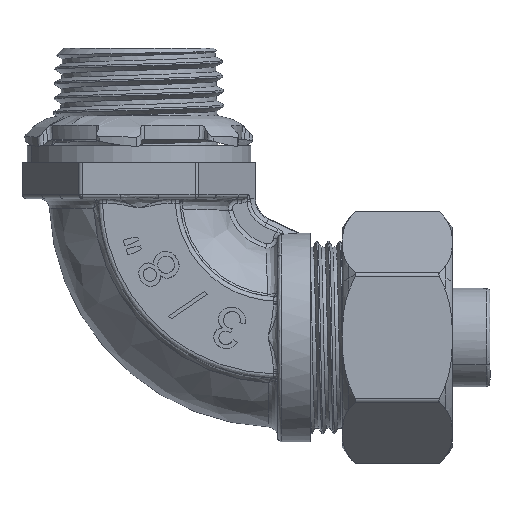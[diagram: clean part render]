
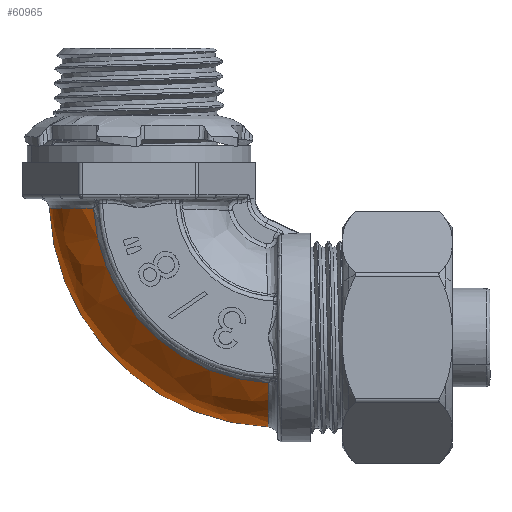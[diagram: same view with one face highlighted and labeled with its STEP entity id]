
A CAD part, left-side view. The second image highlights one B-rep face of the part: STEP entity #60965.
In plain terms, the highlighted free-form (B-spline) face has degree [3, 3] with [4, 4] control points.
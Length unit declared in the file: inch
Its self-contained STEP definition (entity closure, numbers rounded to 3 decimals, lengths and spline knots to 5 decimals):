
#1037 = CARTESIAN_POINT ( 'NONE',  ( -0.21578, 1.64092, 0.62576 ) ) ;
#1857 = CARTESIAN_POINT ( 'NONE',  ( 0., 1.67933, 0.02164 ) ) ;
#2154 = EDGE_CURVE ( 'NONE', #49916, #52590, #16347, .T. ) ;
#2851 = EDGE_CURVE ( 'NONE', #52590, #23730, #50109, .T. ) ;
#3669 = EDGE_CURVE ( 'NONE', #23730, #57447, #65309, .T. ) ;
#4307 = CARTESIAN_POINT ( 'NONE',  ( -0.25013, 0.6408, -0.35478 ) ) ;
#6367 = CARTESIAN_POINT ( 'NONE',  ( -0.18325, 1.65952, 0.62582 ) ) ;
#6714 = CARTESIAN_POINT ( 'NONE',  ( -0.37288, 1.48615, 0.64257 ) ) ;
#6925 = CARTESIAN_POINT ( 'NONE',  ( -0.37288, 1.11964, -0.20383 ) ) ;
#7160 = CARTESIAN_POINT ( 'NONE',  ( 0., 0.63072, -0.43244 ) ) ;
#9362 = CARTESIAN_POINT ( 'NONE',  ( -0.13102, 0.64063, -0.41219 ) ) ;
#9576 = CARTESIAN_POINT ( 'NONE',  ( -0.3338, 0.64105, -0.27723 ) ) ;
#9646 = ORIENTED_EDGE ( 'NONE', *, *, #2154, .T. ) ;
#11447 = CARTESIAN_POINT ( 'NONE',  ( -0.29422, 1.58369, 0.62559 ) ) ;
#11689 = CARTESIAN_POINT ( 'NONE',  ( -0.07671, 1.69337, 0.62591 ) ) ;
#11914 = CARTESIAN_POINT ( 'NONE',  ( 0., 0.5955, 0.671 ) ) ;
#12268 = CARTESIAN_POINT ( 'NONE',  ( -0.29313, 1.62119, 0.63826 ) ) ;
#14697 = CARTESIAN_POINT ( 'NONE',  ( -0.17417, 0.64068, -0.39558 ) ) ;
#14932 = CARTESIAN_POINT ( 'NONE',  ( -0.37288, 0.64127, -0.21893 ) ) ;
#16347 = CIRCLE ( 'NONE', #55947, 0.89111 ) ;
#16585 = ORIENTED_EDGE ( 'NONE', *, *, #3669, .T. ) ;
#16826 = CARTESIAN_POINT ( 'NONE',  ( -0.25668, 1.61434, 0.62568 ) ) ;
#17011 =( BOUNDED_SURFACE ( )  B_SPLINE_SURFACE ( 3, 3, ( 
 ( #6714, #38769, #6925, #44185 ),
 ( #12268, #49501, #17644, #54859 ),
 ( #22972, #60194, #28332, #65471 ),
 ( #33632, #1857, #39021, #7160 ) ),
 .UNSPECIFIED., .F., .F., .F. ) 
 B_SPLINE_SURFACE_WITH_KNOTS ( ( 4, 4 ),
 ( 4, 4 ),
 ( 0., 1. ),
 ( 0., 1. ),
 .UNSPECIFIED. ) 
 GEOMETRIC_REPRESENTATION_ITEM ( )  RATIONAL_B_SPLINE_SURFACE ( (
 ( 1., 0.82, 0.82, 1.),
 ( 0.912, 0.748, 0.748, 0.912),
 ( 0.912, 0.748, 0.748, 0.912),
 ( 1., 0.82, 0.82, 1.) ) ) 
 REPRESENTATION_ITEM ( '' )  SURFACE ( )  );
#17053 = CARTESIAN_POINT ( 'NONE',  ( 0., 1.69858, 0.62592 ) ) ;
#17294 = DIRECTION ( 'NONE',  ( 0., 0., 1. ) ) ;
#17644 = CARTESIAN_POINT ( 'NONE',  ( -0.29313, 1.1991, -0.33647 ) ) ;
#18729 = CARTESIAN_POINT ( 'NONE',  ( -0.37288, 0.64127, -0.21893 ) ) ;
#20106 = CARTESIAN_POINT ( 'NONE',  ( -0.19483, 0.64071, -0.38575 ) ) ;
#22148 = CARTESIAN_POINT ( 'NONE',  ( -0.23623, 1.62843, 0.62573 ) ) ;
#22972 = CARTESIAN_POINT ( 'NONE',  ( -0.15689, 1.69894, 0.63578 ) ) ;
#23730 = VERTEX_POINT ( 'NONE', #64518 ) ;
#24171 = FACE_OUTER_BOUND ( 'NONE', #45454, .T. ) ;
#25433 = CARTESIAN_POINT ( 'NONE',  ( -0.20791, 0.64073, -0.37886 ) ) ;
#27534 = CARTESIAN_POINT ( 'NONE',  ( -0.22235, 1.63708, 0.62575 ) ) ;
#28332 = CARTESIAN_POINT ( 'NONE',  ( -0.15689, 1.24486, -0.41283 ) ) ;
#30467 = CARTESIAN_POINT ( 'NONE',  ( 0., 0.64058, -0.43208 ) ) ;
#30540 = CARTESIAN_POINT ( 'NONE',  ( -0.03871, 0.64058, -0.43208 ) ) ;
#30782 = CARTESIAN_POINT ( 'NONE',  ( -0.21286, 0.64073, -0.37609 ) ) ;
#31085 = CARTESIAN_POINT ( 'NONE',  ( -0.37288, 0.5955, 0.671 ) ) ;
#32609 = CARTESIAN_POINT ( 'NONE',  ( -0.3555, 1.51492, 0.62535 ) ) ;
#32829 = CARTESIAN_POINT ( 'NONE',  ( -0.21688, 1.64029, 0.62576 ) ) ;
#33632 = CARTESIAN_POINT ( 'NONE',  ( 0., 1.69894, 0.63578 ) ) ;
#36019 = ORIENTED_EDGE ( 'NONE', *, *, #2851, .T. ) ;
#36082 = CARTESIAN_POINT ( 'NONE',  ( -0.21427, 0.64074, -0.37529 ) ) ;
#36397 = DIRECTION ( 'NONE',  ( 0., 0., 1. ) ) ;
#38189 = CARTESIAN_POINT ( 'NONE',  ( -0.21517, 1.64128, 0.62576 ) ) ;
#38769 = CARTESIAN_POINT ( 'NONE',  ( -0.37288, 1.47033, 0.14686 ) ) ;
#39021 = CARTESIAN_POINT ( 'NONE',  ( 0., 1.24486, -0.41283 ) ) ;
#41248 = CARTESIAN_POINT ( 'NONE',  ( -0.07677, 0.64059, -0.42686 ) ) ;
#41479 = CARTESIAN_POINT ( 'NONE',  ( -0.28112, 0.64087, -0.33043 ) ) ;
#43360 = CARTESIAN_POINT ( 'NONE',  ( -0.37288, 1.48543, 0.62523 ) ) ;
#43582 = CARTESIAN_POINT ( 'NONE',  ( -0.14899, 1.67383, 0.62586 ) ) ;
#44185 = CARTESIAN_POINT ( 'NONE',  ( -0.37288, 0.62393, -0.21965 ) ) ;
#45454 = EDGE_LOOP ( 'NONE', ( #36019, #16585, #65074, #9646 ) ) ;
#46609 = CARTESIAN_POINT ( 'NONE',  ( -0.14864, 0.64065, -0.40616 ) ) ;
#46821 = CARTESIAN_POINT ( 'NONE',  ( -0.35552, 0.64115, -0.2484 ) ) ;
#48664 = CARTESIAN_POINT ( 'NONE',  ( -0.27989, 1.59643, 0.62563 ) ) ;
#48905 = CARTESIAN_POINT ( 'NONE',  ( -0.0386, 1.69858, 0.62592 ) ) ;
#49151 = DIRECTION ( 'NONE',  ( -1., 0., 0. ) ) ;
#49501 = CARTESIAN_POINT ( 'NONE',  ( -0.29313, 1.60297, 0.0674 ) ) ;
#49916 = VERTEX_POINT ( 'NONE', #18729 ) ;
#50109 = B_SPLINE_CURVE_WITH_KNOTS ( 'NONE', 3,
 ( #43360, #32609, #64412, #11447, #48664, #16826, #54036, #22148, #59359, #27534, #64649, #32829, #1037, #38189, #6367, #43582, #11689, #48905, #17053 ),
 .UNSPECIFIED., .F., .F.,
 ( 4, 2, 2, 2, 1, 1, 1, 2, 2, 2, 4 ),
 ( 0., 0.12482, 0.18724, 0.21844, 0.23404, 0.24185, 0.24575, 0.2477, 0.24965, 0.37447, 0.49929 ),
 .UNSPECIFIED. ) ;
#51929 = CARTESIAN_POINT ( 'NONE',  ( -0.18253, 0.64069, -0.39179 ) ) ;
#52590 = VERTEX_POINT ( 'NONE', #62345 ) ;
#53771 = AXIS2_PLACEMENT_3D ( 'NONE', #11914, #49151, #17294 ) ;
#54036 = CARTESIAN_POINT ( 'NONE',  ( -0.24867, 1.62012, 0.6257 ) ) ;
#54557 = B_SPLINE_CURVE_WITH_KNOTS ( 'NONE', 3,
 ( #57051, #30540, #41248, #9362, #46609, #14697, #51929, #20106, #57290, #25433, #62588, #30782, #67890, #36082, #4307, #41479, #9576, #46821, #14932 ),
 .UNSPECIFIED., .F., .F.,
 ( 4, 2, 2, 2, 1, 1, 1, 2, 2, 2, 4 ),
 ( 0.49929, 0.62447, 0.68706, 0.71835, 0.734, 0.74182, 0.74574, 0.74769, 0.74965, 0.87482, 1. ),
 .UNSPECIFIED. ) ;
#54859 = CARTESIAN_POINT ( 'NONE',  ( -0.29313, 0.62824, -0.35469 ) ) ;
#55947 = AXIS2_PLACEMENT_3D ( 'NONE', #31085, #68219, #36397 ) ;
#56770 = EDGE_CURVE ( 'NONE', #57447, #49916, #54557, .T. ) ;
#57051 = CARTESIAN_POINT ( 'NONE',  ( 0., 0.64058, -0.43208 ) ) ;
#57290 = CARTESIAN_POINT ( 'NONE',  ( -0.20092, 0.64071, -0.38264 ) ) ;
#57447 = VERTEX_POINT ( 'NONE', #30467 ) ;
#59359 = CARTESIAN_POINT ( 'NONE',  ( -0.22991, 1.6325, 0.62574 ) ) ;
#60194 = CARTESIAN_POINT ( 'NONE',  ( -0.15689, 1.67933, 0.02164 ) ) ;
#60965 = ADVANCED_FACE ( 'NONE', ( #24171 ), #17011, .T. ) ;
#62345 = CARTESIAN_POINT ( 'NONE',  ( -0.37288, 1.48543, 0.62523 ) ) ;
#62588 = CARTESIAN_POINT ( 'NONE',  ( -0.21138, 0.64073, -0.37693 ) ) ;
#64412 = CARTESIAN_POINT ( 'NONE',  ( -0.33377, 1.54377, 0.62545 ) ) ;
#64518 = CARTESIAN_POINT ( 'NONE',  ( 0., 1.69858, 0.62592 ) ) ;
#64649 = CARTESIAN_POINT ( 'NONE',  ( -0.21853, 1.63933, 0.62576 ) ) ;
#65074 = ORIENTED_EDGE ( 'NONE', *, *, #56770, .T. ) ;
#65309 = CIRCLE ( 'NONE', #53771, 1.104 ) ;
#65471 = CARTESIAN_POINT ( 'NONE',  ( -0.15689, 0.63072, -0.43244 ) ) ;
#67890 = CARTESIAN_POINT ( 'NONE',  ( -0.21384, 0.64074, -0.37553 ) ) ;
#68219 = DIRECTION ( 'NONE',  ( 1., 0., 0. ) ) ;
